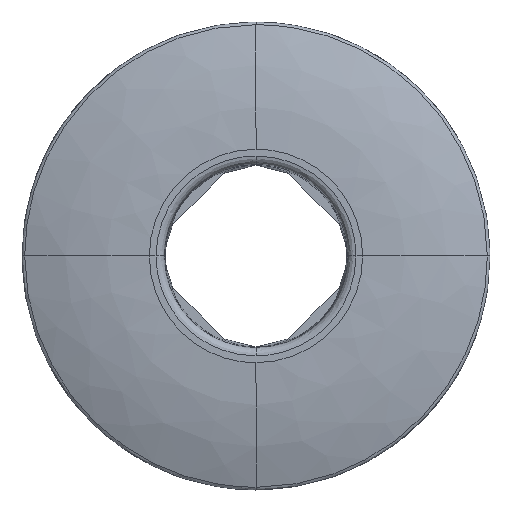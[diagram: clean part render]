
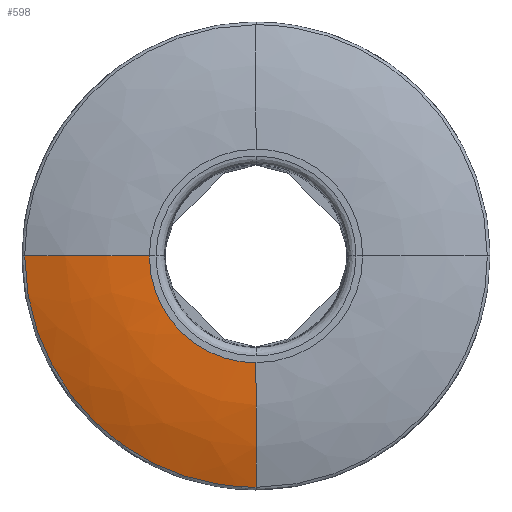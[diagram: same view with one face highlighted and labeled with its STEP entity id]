
A CAD part, top view. The second image highlights one B-rep face of the part: STEP entity #598.
In plain terms, the highlighted free-form (B-spline) face has degree [3, 3] with [4, 4] control points.
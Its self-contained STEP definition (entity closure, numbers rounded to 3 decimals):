
#109=AXIS2_PLACEMENT_3D('Circle Axis2P3D',#107,#108,$) ;
#104=CARTESIAN_POINT('Vertex',(-84.022,0.,16.868)) ;
#107=CARTESIAN_POINT('Axis2P3D Location',(-38.764,0.,-105.)) ;
#111=CARTESIAN_POINT('Vertex',(-38.764,0.,25.)) ;
#545=CARTESIAN_POINT('Vertex',(0.,-84.022,16.868)) ;
#549=CARTESIAN_POINT('Control Point',(-84.022,0.,16.868)) ;
#550=CARTESIAN_POINT('Control Point',(-84.022,-49.484,16.868)) ;
#551=CARTESIAN_POINT('Control Point',(-48.953,-84.022,16.868)) ;
#552=CARTESIAN_POINT('Control Point',(0.,-84.022,16.868)) ;
#562=CARTESIAN_POINT('Control Point',(-84.72,5.33,16.543)) ;
#563=CARTESIAN_POINT('Control Point',(-69.681,4.384,22.261)) ;
#564=CARTESIAN_POINT('Control Point',(-53.85,3.388,25.111)) ;
#565=CARTESIAN_POINT('Control Point',(-37.765,2.376,24.997)) ;
#566=CARTESIAN_POINT('Control Point',(-88.,-46.807,16.543)) ;
#567=CARTESIAN_POINT('Control Point',(-72.379,-38.498,22.261)) ;
#568=CARTESIAN_POINT('Control Point',(-55.935,-29.751,25.111)) ;
#569=CARTESIAN_POINT('Control Point',(-39.227,-20.865,24.997)) ;
#570=CARTESIAN_POINT('Control Point',(-52.24,-84.888,16.543)) ;
#571=CARTESIAN_POINT('Control Point',(-42.967,-69.819,22.261)) ;
#572=CARTESIAN_POINT('Control Point',(-33.205,-53.956,25.111)) ;
#573=CARTESIAN_POINT('Control Point',(-23.286,-37.84,24.997)) ;
#574=CARTESIAN_POINT('Control Point',(0.,-84.888,16.543)) ;
#575=CARTESIAN_POINT('Control Point',(0.,-69.819,22.261)) ;
#576=CARTESIAN_POINT('Control Point',(0.,-53.956,25.111)) ;
#577=CARTESIAN_POINT('Control Point',(0.,-37.84,24.997)) ;
#579=CARTESIAN_POINT('Control Point',(0.,-84.022,16.868)) ;
#580=CARTESIAN_POINT('Control Point',(0.,-69.501,22.26)) ;
#581=CARTESIAN_POINT('Control Point',(0.,-54.255,25.)) ;
#582=CARTESIAN_POINT('Control Point',(0.,-38.764,25.)) ;
#583=CARTESIAN_POINT('Vertex',(0.,-38.764,25.)) ;
#587=CARTESIAN_POINT('Control Point',(-38.764,0.,25.)) ;
#588=CARTESIAN_POINT('Control Point',(-38.764,-22.83,25.)) ;
#589=CARTESIAN_POINT('Control Point',(-22.585,-38.764,25.)) ;
#590=CARTESIAN_POINT('Control Point',(0.,-38.764,25.)) ;
#108=DIRECTION('Axis2P3D Direction',(0.,-1.,0.)) ;
#593=ORIENTED_EDGE('',*,*,#585,.T.) ;
#594=ORIENTED_EDGE('',*,*,#591,.F.) ;
#595=ORIENTED_EDGE('',*,*,#113,.T.) ;
#596=ORIENTED_EDGE('',*,*,#553,.F.) ;
#598=ADVANCED_FACE('11827_PRT.1\\MANIFOLD_SOLID_BREP #5039',(#597),#561,.T.) ;
#110=CIRCLE('generated circle',#109,130.) ;
#113=EDGE_CURVE('',#112,#105,#110,.T.) ;
#553=EDGE_CURVE('',#546,#105,#548,.F.) ;
#585=EDGE_CURVE('',#546,#584,#578,.T.) ;
#591=EDGE_CURVE('',#112,#584,#586,.T.) ;
#592=EDGE_LOOP('',(#593,#594,#595,#596)) ;
#597=FACE_OUTER_BOUND('',#592,.T.) ;
#105=VERTEX_POINT('',#104) ;
#112=VERTEX_POINT('',#111) ;
#546=VERTEX_POINT('',#545) ;
#584=VERTEX_POINT('',#583) ;
#548=(BOUNDED_CURVE()B_SPLINE_CURVE(3,(#549,#550,#551,#552),.UNSPECIFIED.,.F.,.U.)B_SPLINE_CURVE_WITH_KNOTS((4,4),(6.645,156.243),.UNSPECIFIED.)CURVE()GEOMETRIC_REPRESENTATION_ITEM()RATIONAL_B_SPLINE_CURVE((1.27,1.03,1.041,1.304))REPRESENTATION_ITEM('')) ;
#578=(BOUNDED_CURVE()B_SPLINE_CURVE(3,(#579,#580,#581,#582),.UNSPECIFIED.,.F.,.U.)B_SPLINE_CURVE_WITH_KNOTS((4,4),(1.023,51.905),.UNSPECIFIED.)CURVE()GEOMETRIC_REPRESENTATION_ITEM()RATIONAL_B_SPLINE_CURVE((1.197,1.184,1.184,1.197))REPRESENTATION_ITEM('')) ;
#586=(BOUNDED_CURVE()B_SPLINE_CURVE(3,(#587,#588,#589,#590),.UNSPECIFIED.,.F.,.U.)B_SPLINE_CURVE_WITH_KNOTS((4,4),(4.839,113.773),.UNSPECIFIED.)CURVE()GEOMETRIC_REPRESENTATION_ITEM()RATIONAL_B_SPLINE_CURVE((1.166,0.945,0.956,1.197))REPRESENTATION_ITEM('')) ;
#561=(BOUNDED_SURFACE()B_SPLINE_SURFACE(3,3,((#562,#563,#564,#565),(#566,#567,#568,#569),(#570,#571,#572,#573),(#574,#575,#576,#577)),.UNSPECIFIED.,.F.,.F.,.U.)B_SPLINE_SURFACE_WITH_KNOTS((4,4),(4,4),(0.,113.773),(0.,52.928),.UNSPECIFIED.)GEOMETRIC_REPRESENTATION_ITEM()RATIONAL_B_SPLINE_SURFACE(((1.197,1.184,1.184,1.197),(0.946,0.935,0.935,0.946),(0.946,0.935,0.935,0.946),(1.197,1.184,1.184,1.197)))REPRESENTATION_ITEM('Rational BSpline Surface')SURFACE()) ;
